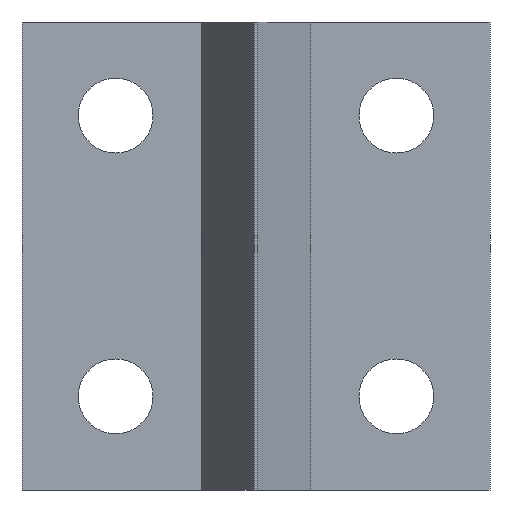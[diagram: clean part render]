
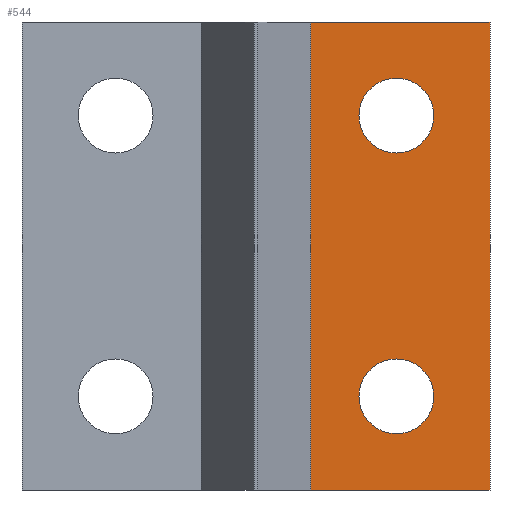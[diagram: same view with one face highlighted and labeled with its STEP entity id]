
A CAD part, front view. The second image highlights one B-rep face of the part: STEP entity #544.
In plain terms, the highlighted planar face has unit normal (0, -1, 0).
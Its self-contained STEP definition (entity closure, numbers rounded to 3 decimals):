
#1 = CARTESIAN_POINT ( 'NONE',  ( 12.5, 4.88, 25. ) ) ;
#9 = AXIS2_PLACEMENT_3D ( 'NONE', #425, #552, #602 ) ;
#12 = DIRECTION ( 'NONE',  ( 0., 0., 1. ) ) ;
#24 = ORIENTED_EDGE ( 'NONE', *, *, #391, .F. ) ;
#48 = ORIENTED_EDGE ( 'NONE', *, *, #225, .T. ) ;
#57 = DIRECTION ( 'NONE',  ( 0., 0., -1. ) ) ;
#58 = VECTOR ( 'NONE', #251, 1000. ) ;
#77 = ORIENTED_EDGE ( 'NONE', *, *, #267, .T. ) ;
#79 = DIRECTION ( 'NONE',  ( 1., 0., 0. ) ) ;
#92 = CIRCLE ( 'NONE', #470, 2. ) ;
#101 = VECTOR ( 'NONE', #57, 1000. ) ;
#103 = EDGE_CURVE ( 'NONE', #597, #170, #363, .T. ) ;
#139 = DIRECTION ( 'NONE',  ( 0., 0., 1. ) ) ;
#143 = LINE ( 'NONE', #781, #260 ) ;
#170 = VERTEX_POINT ( 'NONE', #257 ) ;
#195 = EDGE_CURVE ( 'NONE', #622, #609, #579, .T. ) ;
#198 = EDGE_LOOP ( 'NONE', ( #445, #449, #24, #48 ) ) ;
#199 = DIRECTION ( 'NONE',  ( 0., 0., 1. ) ) ;
#215 = ORIENTED_EDGE ( 'NONE', *, *, #362, .T. ) ;
#225 = EDGE_CURVE ( 'NONE', #299, #802, #626, .T. ) ;
#251 = DIRECTION ( 'NONE',  ( 0., 0., -1. ) ) ;
#257 = CARTESIAN_POINT ( 'NONE',  ( 7.5, 4.88, 22. ) ) ;
#260 = VECTOR ( 'NONE', #586, 1000. ) ;
#267 = EDGE_CURVE ( 'NONE', #685, #387, #92, .T. ) ;
#268 = CARTESIAN_POINT ( 'NONE',  ( 2.917, 4.88, 25. ) ) ;
#276 = DIRECTION ( 'NONE',  ( 0., 0., 1. ) ) ;
#293 = CARTESIAN_POINT ( 'NONE',  ( 7.5, 4.88, 3. ) ) ;
#299 = VERTEX_POINT ( 'NONE', #397 ) ;
#304 = CARTESIAN_POINT ( 'NONE',  ( 2.917, 4.88, 0. ) ) ;
#307 = ORIENTED_EDGE ( 'NONE', *, *, #338, .T. ) ;
#330 = EDGE_CURVE ( 'NONE', #802, #609, #336, .T. ) ;
#334 = DIRECTION ( 'NONE',  ( 0., 1., 0. ) ) ;
#336 = LINE ( 'NONE', #659, #406 ) ;
#338 = EDGE_CURVE ( 'NONE', #387, #685, #613, .T. ) ;
#352 = PLANE ( 'NONE',  #9 ) ;
#362 = EDGE_CURVE ( 'NONE', #170, #597, #545, .T. ) ;
#363 = CIRCLE ( 'NONE', #681, 2. ) ;
#365 = FACE_BOUND ( 'NONE', #564, .T. ) ;
#387 = VERTEX_POINT ( 'NONE', #788 ) ;
#389 = DIRECTION ( 'NONE',  ( 0., 1., 0. ) ) ;
#391 = EDGE_CURVE ( 'NONE', #299, #622, #143, .T. ) ;
#397 = CARTESIAN_POINT ( 'NONE',  ( 2.917, 4.88, 25. ) ) ;
#406 = VECTOR ( 'NONE', #79, 1000. ) ;
#425 = CARTESIAN_POINT ( 'NONE',  ( 2.917, 4.88, 25. ) ) ;
#445 = ORIENTED_EDGE ( 'NONE', *, *, #330, .T. ) ;
#449 = ORIENTED_EDGE ( 'NONE', *, *, #195, .F. ) ;
#454 = DIRECTION ( 'NONE',  ( 0., 1., 0. ) ) ;
#466 = AXIS2_PLACEMENT_3D ( 'NONE', #590, #334, #12 ) ;
#470 = AXIS2_PLACEMENT_3D ( 'NONE', #637, #389, #199 ) ;
#544 = ADVANCED_FACE ( 'NONE', ( #610, #365, #617 ), #352, .F. ) ;
#545 = CIRCLE ( 'NONE', #771, 2. ) ;
#552 = DIRECTION ( 'NONE',  ( 0., 1., 0. ) ) ;
#564 = EDGE_LOOP ( 'NONE', ( #215, #829 ) ) ;
#579 = LINE ( 'NONE', #1, #101 ) ;
#586 = DIRECTION ( 'NONE',  ( 1., 0., 0. ) ) ;
#590 = CARTESIAN_POINT ( 'NONE',  ( 7.5, 4.88, 5. ) ) ;
#597 = VERTEX_POINT ( 'NONE', #821 ) ;
#601 = DIRECTION ( 'NONE',  ( 0., 1., 0. ) ) ;
#602 = DIRECTION ( 'NONE',  ( 0., 0., 1. ) ) ;
#609 = VERTEX_POINT ( 'NONE', #691 ) ;
#610 = FACE_BOUND ( 'NONE', #671, .T. ) ;
#613 = CIRCLE ( 'NONE', #466, 2. ) ;
#617 = FACE_OUTER_BOUND ( 'NONE', #198, .T. ) ;
#622 = VERTEX_POINT ( 'NONE', #625 ) ;
#625 = CARTESIAN_POINT ( 'NONE',  ( 12.5, 4.88, 25. ) ) ;
#626 = LINE ( 'NONE', #268, #58 ) ;
#637 = CARTESIAN_POINT ( 'NONE',  ( 7.5, 4.88, 5. ) ) ;
#659 = CARTESIAN_POINT ( 'NONE',  ( 2.917, 4.88, 0. ) ) ;
#662 = CARTESIAN_POINT ( 'NONE',  ( 7.5, 4.88, 20. ) ) ;
#663 = CARTESIAN_POINT ( 'NONE',  ( 7.5, 4.88, 20. ) ) ;
#671 = EDGE_LOOP ( 'NONE', ( #307, #77 ) ) ;
#681 = AXIS2_PLACEMENT_3D ( 'NONE', #663, #454, #139 ) ;
#685 = VERTEX_POINT ( 'NONE', #293 ) ;
#691 = CARTESIAN_POINT ( 'NONE',  ( 12.5, 4.88, 0. ) ) ;
#771 = AXIS2_PLACEMENT_3D ( 'NONE', #662, #601, #276 ) ;
#781 = CARTESIAN_POINT ( 'NONE',  ( 2.917, 4.88, 25. ) ) ;
#788 = CARTESIAN_POINT ( 'NONE',  ( 7.5, 4.88, 7. ) ) ;
#802 = VERTEX_POINT ( 'NONE', #304 ) ;
#821 = CARTESIAN_POINT ( 'NONE',  ( 7.5, 4.88, 18. ) ) ;
#829 = ORIENTED_EDGE ( 'NONE', *, *, #103, .T. ) ;
